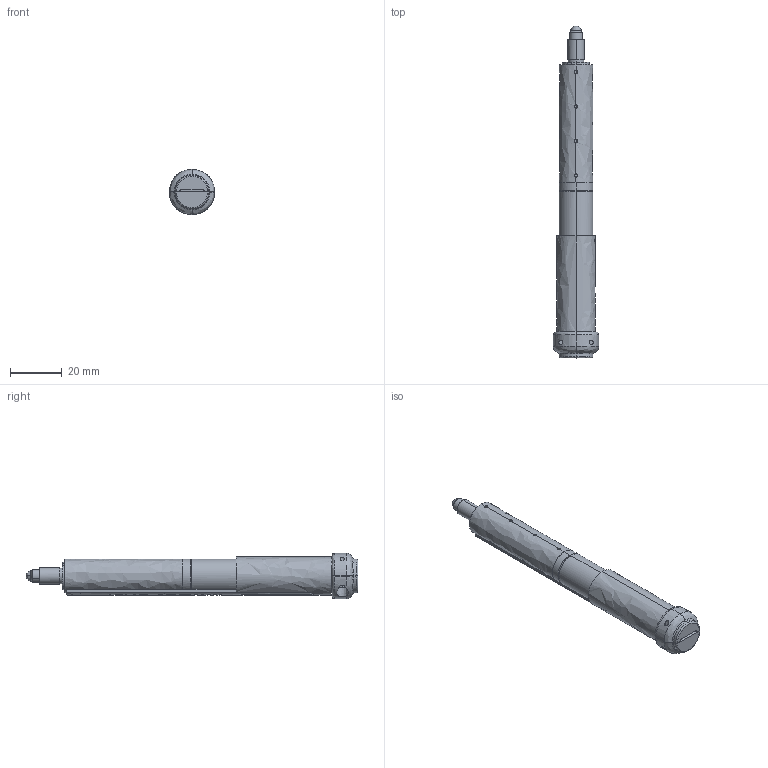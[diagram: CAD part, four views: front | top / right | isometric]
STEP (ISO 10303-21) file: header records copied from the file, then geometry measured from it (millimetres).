
FILE_DESCRIPTION (( 'STEP AP203' ), '1' );
FILE_NAME ('Z812V.STEP', '2020-12-18T14:25:23', ( '' ), ( '' ), 'SwSTEP 2.0', 'SolidWorks 2019', '' );
FILE_SCHEMA (( 'CONFIG_CONTROL_DESIGN' ));
Length unit declared in the file: millimetre
Products named in the file (2): Z812V
Bounding box: 17.5 x 127.92 x 17.5 mm (x, y, z)
Volume: 17616.5 mm3; surface area: 14433 mm2
Topology: 12 solids, 12 shells, 604 faces, 1667 edges, 1093 vertices
Faces by surface type: bspline 358, plane 246
Entity records: 26868 total; most frequent: CARTESIAN_POINT 16296, ORIENTED_EDGE 3322, EDGE_CURVE 1661, B_SPLINE_CURVE_WITH_KNOTS 1366, VERTEX_POINT 1093, EDGE_LOOP 646, FACE_OUTER_BOUND 604, ADVANCED_FACE 604
